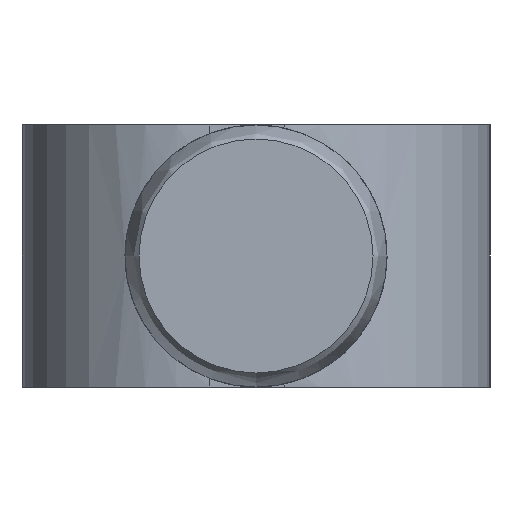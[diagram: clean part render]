
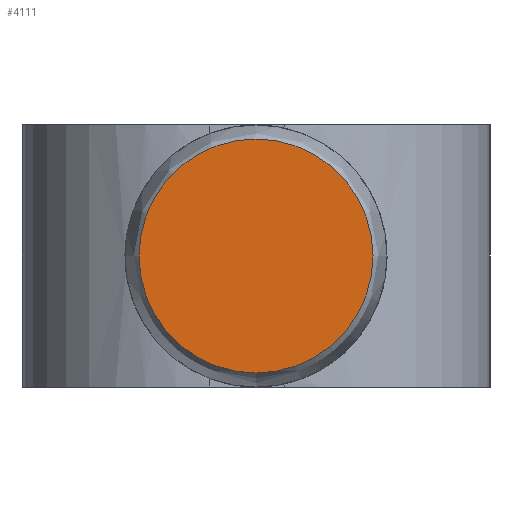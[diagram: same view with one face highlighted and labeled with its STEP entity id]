
A CAD part, left-side view. The second image highlights one B-rep face of the part: STEP entity #4111.
In plain terms, the highlighted planar face has unit normal (-1, 0, 0).
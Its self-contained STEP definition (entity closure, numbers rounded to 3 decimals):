
#62=CIRCLE($,#4344,6.25);
#519=FACE_OUTER_BOUND($,#786,.T.);
#786=EDGE_LOOP($,(#3146));
#1826=VERTEX_POINT($,#6138);
#2304=EDGE_CURVE($,#1826,#1826,#62,.T.);
#3146=ORIENTED_EDGE($,*,*,#2304,.F.);
#3921=PLANE($,#4352);
#4111=ADVANCED_FACE($,(#519),#3921,.F.);
#4344=AXIS2_PLACEMENT_3D($,#6139,#4764,#4765);
#4352=AXIS2_PLACEMENT_3D($,#6222,#4780,#4781);
#4764=DIRECTION('center_axis',(1.,0.,0.));
#4765=DIRECTION('ref_axis',(0.,0.,-1.));
#4780=DIRECTION('center_axis',(1.,0.,0.));
#4781=DIRECTION('ref_axis',(0.,0.,-1.));
#6138=CARTESIAN_POINT('',(-118.5,0.,6.25));
#6139=CARTESIAN_POINT('Origin',(-118.5,0.,0.));
#6222=CARTESIAN_POINT('Origin',(-118.5,0.,0.));
